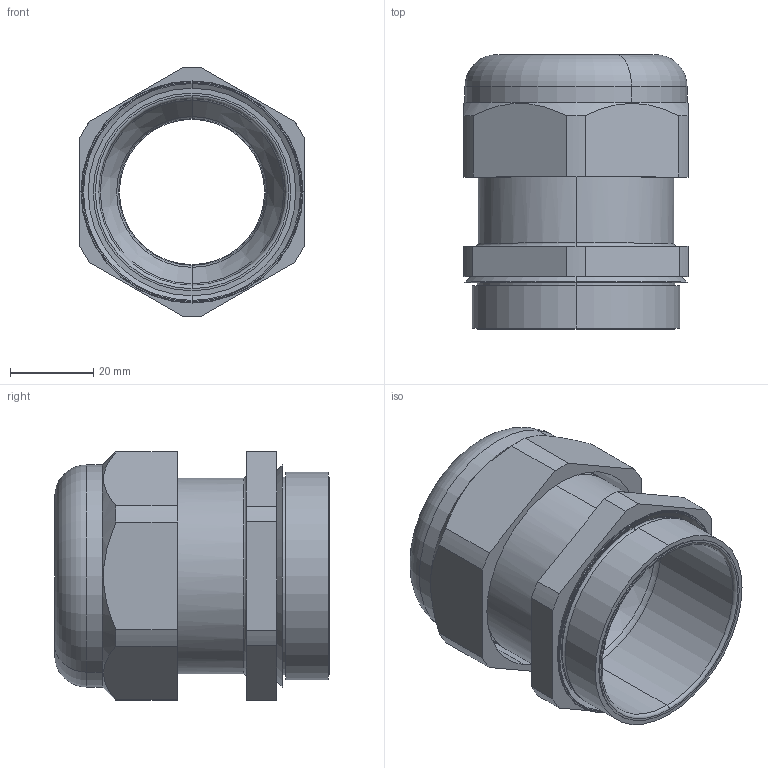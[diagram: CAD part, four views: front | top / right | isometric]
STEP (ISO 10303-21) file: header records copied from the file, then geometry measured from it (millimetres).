
FILE_DESCRIPTION (( 'STEP AP214' ), '1' );
FILE_NAME ('2022855.stp', '2018-01-03T14:47:20', ( '' ), ( '' ), 'SwSTEP 2.0', 'SolidWorks 2016', '' );
FILE_SCHEMA (( 'AUTOMOTIVE_DESIGN' ));
Length unit declared in the file: millimetre
Products named in the file (4): EV501_M50; 0006525_grafische Darstellung; 0006527_grafische Darstellung; 2022855
Assembly tree (3 placements, depth 2):
  2022855
    0006527_grafische Darstellung
    0006525_grafische Darstellung
    EV501_M50
Bounding box: 54 x 66.15 x 59.99 mm (x, y, z)
Volume: 45167.9 mm3; surface area: 37684.4 mm2
Topology: 3 solids, 3 shells, 406 faces, 1103 edges, 709 vertices
Faces by surface type: plane 168, cylinder 110, torus 91, cone 37
Entity records: 13748 total; most frequent: CARTESIAN_POINT 3672, ORIENTED_EDGE 2206, DIRECTION 2017, EDGE_CURVE 1103, AXIS2_PLACEMENT_3D 800, VERTEX_POINT 709, EDGE_LOOP 418, LINE 417
